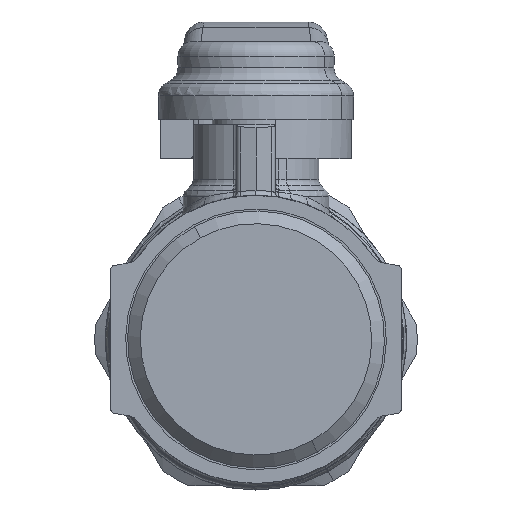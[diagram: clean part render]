
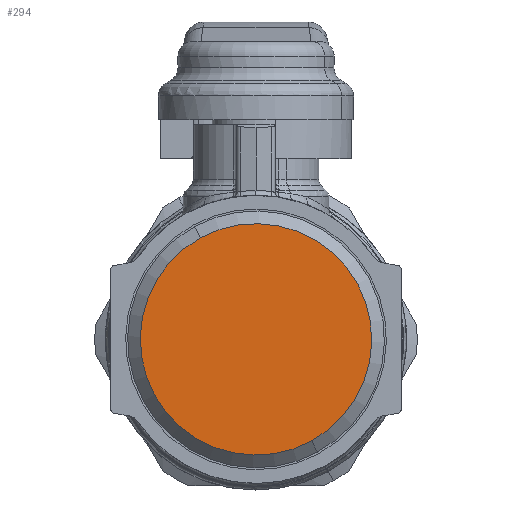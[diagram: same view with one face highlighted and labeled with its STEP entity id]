
A CAD part, front view. The second image highlights one B-rep face of the part: STEP entity #294.
In plain terms, the highlighted planar face has unit normal (0, -1, 0).
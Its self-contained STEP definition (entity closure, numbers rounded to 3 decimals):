
#271=CARTESIAN_POINT('Axis2P3D Location',(0.,-28.4,0.)) ;
#276=CARTESIAN_POINT('Axis2P3D Location',(0.,-28.4,0.)) ;
#280=CARTESIAN_POINT('Vertex',(5.681,-28.4,-10.399)) ;
#282=CARTESIAN_POINT('Vertex',(-5.681,-28.4,10.399)) ;
#285=CARTESIAN_POINT('Axis2P3D Location',(0.,-28.4,0.)) ;
#272=DIRECTION('Axis2P3D Direction',(0.,-1.,0.)) ;
#273=DIRECTION('Axis2P3D XDirection',(0.,0.,1.)) ;
#277=DIRECTION('Axis2P3D Direction',(0.,-1.,0.)) ;
#286=DIRECTION('Axis2P3D Direction',(0.,-1.,0.)) ;
#274=AXIS2_PLACEMENT_3D('Plane Axis2P3D',#271,#272,#273) ;
#278=AXIS2_PLACEMENT_3D('Circle Axis2P3D',#276,#277,$) ;
#287=AXIS2_PLACEMENT_3D('Circle Axis2P3D',#285,#286,$) ;
#279=CIRCLE('generated circle',#278,11.85) ;
#288=CIRCLE('generated circle',#287,11.85) ;
#275=PLANE('',#274) ;
#284=EDGE_CURVE('',#281,#283,#279,.T.) ;
#289=EDGE_CURVE('',#283,#281,#288,.T.) ;
#291=ORIENTED_EDGE('',*,*,#284,.T.) ;
#292=ORIENTED_EDGE('',*,*,#289,.T.) ;
#290=EDGE_LOOP('',(#291,#292)) ;
#281=VERTEX_POINT('',#280) ;
#283=VERTEX_POINT('',#282) ;
#294=ADVANCED_FACE('PartBody',(#293),#275,.T.) ;
#293=FACE_OUTER_BOUND('',#290,.T.) ;
